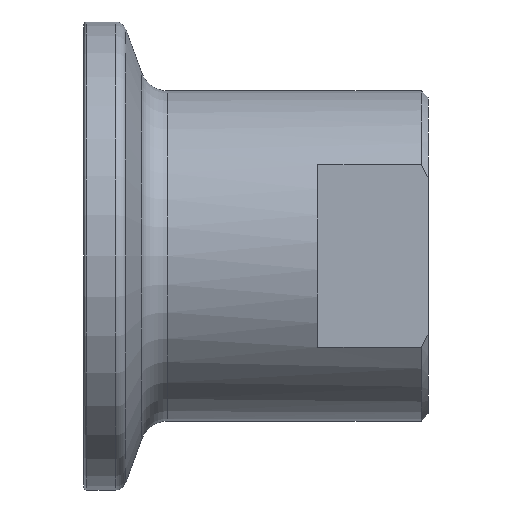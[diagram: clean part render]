
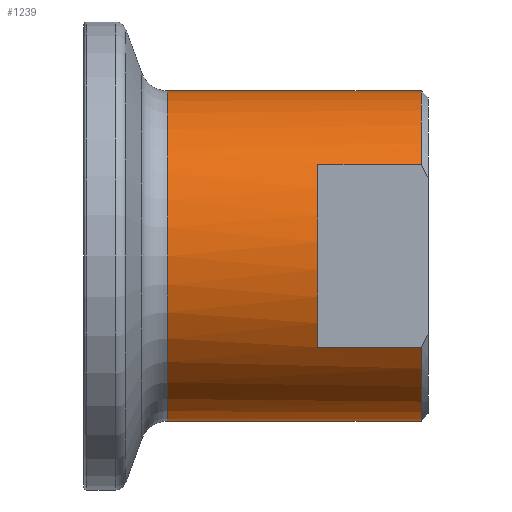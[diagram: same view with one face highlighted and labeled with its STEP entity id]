
A CAD part, front view. The second image highlights one B-rep face of the part: STEP entity #1239.
In plain terms, the highlighted cylindrical face has radius 12 mm (diameter 24 mm), a partial arc.
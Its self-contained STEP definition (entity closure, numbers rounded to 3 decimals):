
#3 = CARTESIAN_POINT ( 'NONE',  ( 17., -10., -6.633 ) ) ;
#32 = VERTEX_POINT ( 'NONE', #1012 ) ;
#37 = VERTEX_POINT ( 'NONE', #171 ) ;
#84 = CARTESIAN_POINT ( 'NONE',  ( 6.07, 0., -12. ) ) ;
#104 = CIRCLE ( 'NONE', #886, 12. ) ;
#121 = DIRECTION ( 'NONE',  ( -1., 0., 0. ) ) ;
#134 = VERTEX_POINT ( 'NONE', #84 ) ;
#144 = DIRECTION ( 'NONE',  ( 0., 0., 1. ) ) ;
#149 = VERTEX_POINT ( 'NONE', #3 ) ;
#150 = VERTEX_POINT ( 'NONE', #1049 ) ;
#170 = DIRECTION ( 'NONE',  ( 0., 0., 1. ) ) ;
#171 = CARTESIAN_POINT ( 'NONE',  ( 17., -10., 6.633 ) ) ;
#204 = VECTOR ( 'NONE', #121, 1000. ) ;
#238 = CIRCLE ( 'NONE', #1040, 12. ) ;
#248 = EDGE_CURVE ( 'NONE', #37, #149, #344, .T. ) ;
#259 = DIRECTION ( 'NONE',  ( -1., 0., 0. ) ) ;
#269 = DIRECTION ( 'NONE',  ( 0., 0., 1. ) ) ;
#307 = AXIS2_PLACEMENT_3D ( 'NONE', #1202, #259, #144 ) ;
#316 = DIRECTION ( 'NONE',  ( 1., 0., 0. ) ) ;
#319 = EDGE_CURVE ( 'NONE', #37, #933, #418, .T. ) ;
#343 = VECTOR ( 'NONE', #972, 1000. ) ;
#344 = CIRCLE ( 'NONE', #470, 12. ) ;
#394 = ORIENTED_EDGE ( 'NONE', *, *, #1025, .F. ) ;
#404 = EDGE_CURVE ( 'NONE', #32, #150, #426, .T. ) ;
#406 = EDGE_CURVE ( 'NONE', #933, #663, #238, .T. ) ;
#411 = CYLINDRICAL_SURFACE ( 'NONE', #307, 12. ) ;
#418 = LINE ( 'NONE', #1171, #1137 ) ;
#426 = CIRCLE ( 'NONE', #589, 12. ) ;
#450 = CARTESIAN_POINT ( 'NONE',  ( 24.5, -10., 6.633 ) ) ;
#470 = AXIS2_PLACEMENT_3D ( 'NONE', #509, #1095, #1189 ) ;
#489 = CARTESIAN_POINT ( 'NONE',  ( 6.07, 0., 0. ) ) ;
#496 = EDGE_CURVE ( 'NONE', #150, #149, #1248, .T. ) ;
#509 = CARTESIAN_POINT ( 'NONE',  ( 17., 0., 0. ) ) ;
#544 = VECTOR ( 'NONE', #935, 1000. ) ;
#588 = CARTESIAN_POINT ( 'NONE',  ( 0., -10., -6.633 ) ) ;
#589 = AXIS2_PLACEMENT_3D ( 'NONE', #733, #1211, #170 ) ;
#600 = FACE_OUTER_BOUND ( 'NONE', #700, .T. ) ;
#623 = VERTEX_POINT ( 'NONE', #1230 ) ;
#631 = ORIENTED_EDGE ( 'NONE', *, *, #1190, .T. ) ;
#646 = CARTESIAN_POINT ( 'NONE',  ( 0., 0., -12. ) ) ;
#663 = VERTEX_POINT ( 'NONE', #788 ) ;
#669 = DIRECTION ( 'NONE',  ( 0., 0., 1. ) ) ;
#700 = EDGE_LOOP ( 'NONE', ( #841, #1219, #892, #1066, #1200, #1207, #631, #394 ) ) ;
#701 = CARTESIAN_POINT ( 'NONE',  ( 0., 0., 12. ) ) ;
#733 = CARTESIAN_POINT ( 'NONE',  ( 24.5, 0., 0. ) ) ;
#788 = CARTESIAN_POINT ( 'NONE',  ( 24.5, 0., 12. ) ) ;
#828 = CARTESIAN_POINT ( 'NONE',  ( 24.5, 0., 0. ) ) ;
#841 = ORIENTED_EDGE ( 'NONE', *, *, #865, .F. ) ;
#865 = EDGE_CURVE ( 'NONE', #32, #134, #1120, .T. ) ;
#886 = AXIS2_PLACEMENT_3D ( 'NONE', #489, #1245, #669 ) ;
#889 = LINE ( 'NONE', #701, #204 ) ;
#892 = ORIENTED_EDGE ( 'NONE', *, *, #496, .T. ) ;
#933 = VERTEX_POINT ( 'NONE', #450 ) ;
#935 = DIRECTION ( 'NONE',  ( -1., 0., 0. ) ) ;
#972 = DIRECTION ( 'NONE',  ( -1., 0., 0. ) ) ;
#1011 = DIRECTION ( 'NONE',  ( -1., 0., 0. ) ) ;
#1012 = CARTESIAN_POINT ( 'NONE',  ( 24.5, 0., -12. ) ) ;
#1025 = EDGE_CURVE ( 'NONE', #134, #623, #104, .T. ) ;
#1040 = AXIS2_PLACEMENT_3D ( 'NONE', #828, #1011, #269 ) ;
#1049 = CARTESIAN_POINT ( 'NONE',  ( 24.5, -10., -6.633 ) ) ;
#1066 = ORIENTED_EDGE ( 'NONE', *, *, #248, .F. ) ;
#1095 = DIRECTION ( 'NONE',  ( 1., 0., 0. ) ) ;
#1120 = LINE ( 'NONE', #646, #544 ) ;
#1137 = VECTOR ( 'NONE', #316, 1000. ) ;
#1171 = CARTESIAN_POINT ( 'NONE',  ( 0., -10., 6.633 ) ) ;
#1189 = DIRECTION ( 'NONE',  ( 0., 0., -1. ) ) ;
#1190 = EDGE_CURVE ( 'NONE', #663, #623, #889, .T. ) ;
#1200 = ORIENTED_EDGE ( 'NONE', *, *, #319, .T. ) ;
#1202 = CARTESIAN_POINT ( 'NONE',  ( 0., 0., 0. ) ) ;
#1207 = ORIENTED_EDGE ( 'NONE', *, *, #406, .T. ) ;
#1211 = DIRECTION ( 'NONE',  ( -1., 0., 0. ) ) ;
#1219 = ORIENTED_EDGE ( 'NONE', *, *, #404, .T. ) ;
#1230 = CARTESIAN_POINT ( 'NONE',  ( 6.07, 0., 12. ) ) ;
#1239 = ADVANCED_FACE ( 'NONE', ( #600 ), #411, .T. ) ;
#1245 = DIRECTION ( 'NONE',  ( -1., 0., 0. ) ) ;
#1248 = LINE ( 'NONE', #588, #343 ) ;
